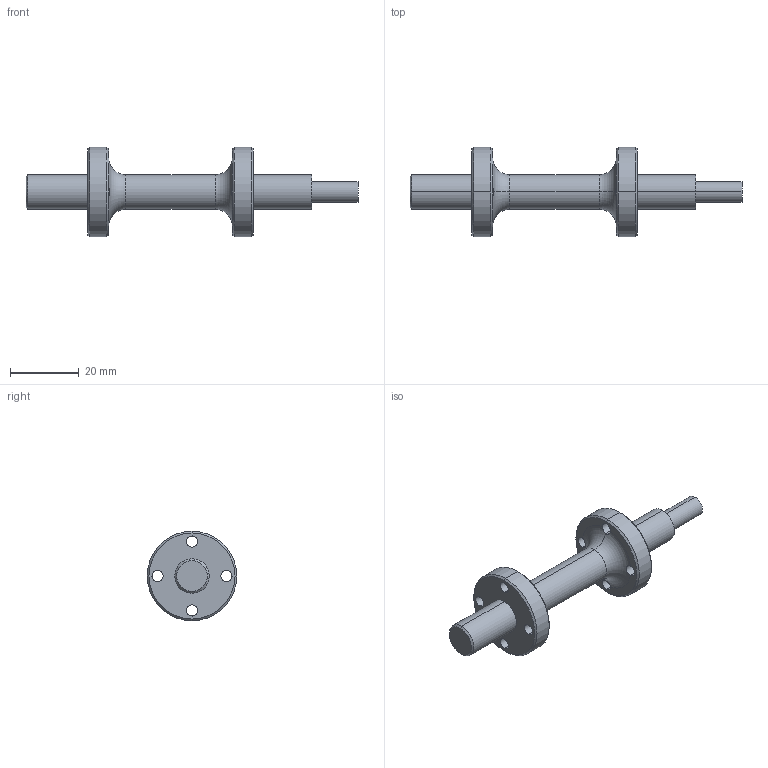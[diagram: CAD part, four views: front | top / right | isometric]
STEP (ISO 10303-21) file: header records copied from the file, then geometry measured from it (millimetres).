
FILE_DESCRIPTION (( 'STEP AP214' ), '1' );
FILE_NAME ('AXE PIVOT MILIEU REP 2.STEP', '2021-01-31T12:24:42', ( '' ), ( '' ), 'SwSTEP 2.0', 'SolidWorks 2019', '' );
FILE_SCHEMA (( 'AUTOMOTIVE_DESIGN' ));
Length unit declared in the file: millimetre
Products named in the file (1): AXE PIVOT MILIEU REP 2
Bounding box: 96.5 x 26 x 26 mm (x, y, z)
Volume: 12284.7 mm3; surface area: 5578.4 mm2
Topology: 1 solids, 1 shells, 49 faces, 132 edges, 82 vertices
Faces by surface type: cylinder 28, cone 10, plane 7, torus 4
Entity records: 2002 total; most frequent: CARTESIAN_POINT 484, DIRECTION 302, ORIENTED_EDGE 264, AXIS2_PLACEMENT_3D 132, EDGE_CURVE 132, CIRCLE 82, VERTEX_POINT 82, EDGE_LOOP 62
